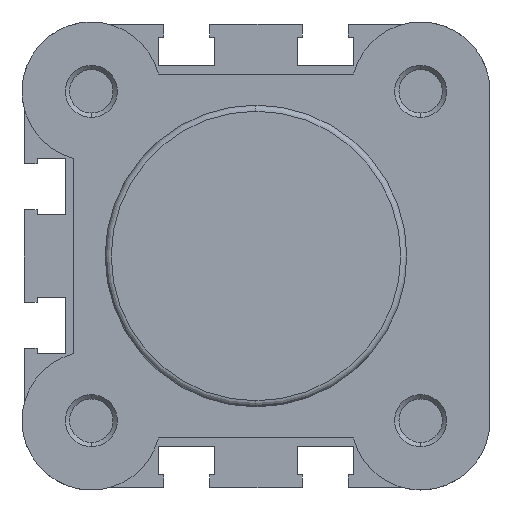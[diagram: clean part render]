
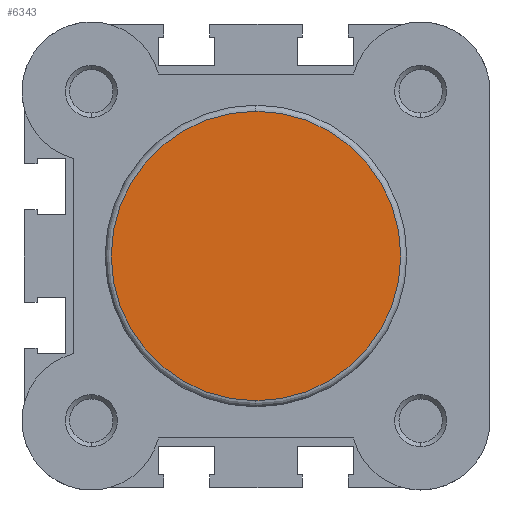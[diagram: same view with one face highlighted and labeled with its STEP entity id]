
A CAD part, left-side view. The second image highlights one B-rep face of the part: STEP entity #6343.
In plain terms, the highlighted planar face has unit normal (-1, 0, 0).
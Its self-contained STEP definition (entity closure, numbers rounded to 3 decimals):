
#195 = EDGE_CURVE ( 'NONE', #4099, #4098, #5415, .T. ) ;
#259 = EDGE_CURVE ( 'NONE', #4098, #4099, #5506, .T. ) ;
#444 = AXIS2_PLACEMENT_3D ( 'NONE', #4744, #4745, #4746 ) ;
#477 = AXIS2_PLACEMENT_3D ( 'NONE', #4898, #4906, #4907 ) ;
#687 = AXIS2_PLACEMENT_3D ( 'NONE', #2740, #2743, #2744 ) ;
#1182 = ORIENTED_EDGE ( 'NONE', *, *, #259, .T. ) ;
#1183 = ORIENTED_EDGE ( 'NONE', *, *, #195, .T. ) ;
#1424 = EDGE_LOOP ( 'NONE', ( #1183, #1182 ) ) ;
#2152 = CARTESIAN_POINT ( 'NONE',  ( 0., 0., -16.7 ) ) ;
#2153 = CARTESIAN_POINT ( 'NONE',  ( 0., 0., 16.7 ) ) ;
#2740 = CARTESIAN_POINT ( 'NONE',  ( 0., -17.4, 0. ) ) ;
#2741 = PLANE ( 'NONE',  #687 ) ;
#2743 = DIRECTION ( 'NONE',  ( -1., 0., 0. ) ) ;
#2744 = DIRECTION ( 'NONE',  ( 0., 0., 1. ) ) ;
#4098 = VERTEX_POINT ( 'NONE', #2152 ) ;
#4099 = VERTEX_POINT ( 'NONE', #2153 ) ;
#4744 = CARTESIAN_POINT ( 'NONE',  ( 0., 0., 0. ) ) ;
#4745 = DIRECTION ( 'NONE',  ( -1., 0., 0. ) ) ;
#4746 = DIRECTION ( 'NONE',  ( 0., 0., 1. ) ) ;
#4898 = CARTESIAN_POINT ( 'NONE',  ( 0., 0., 0. ) ) ;
#4906 = DIRECTION ( 'NONE',  ( -1., 0., 0. ) ) ;
#4907 = DIRECTION ( 'NONE',  ( 0., 0., 1. ) ) ;
#5415 = CIRCLE ( 'NONE', #444, 16.7 ) ;
#5506 = CIRCLE ( 'NONE', #477, 16.7 ) ;
#6049 = FACE_OUTER_BOUND ( 'NONE', #1424, .T. ) ;
#6343 = ADVANCED_FACE ( 'NONE', ( #6049 ), #2741, .T. ) ;
